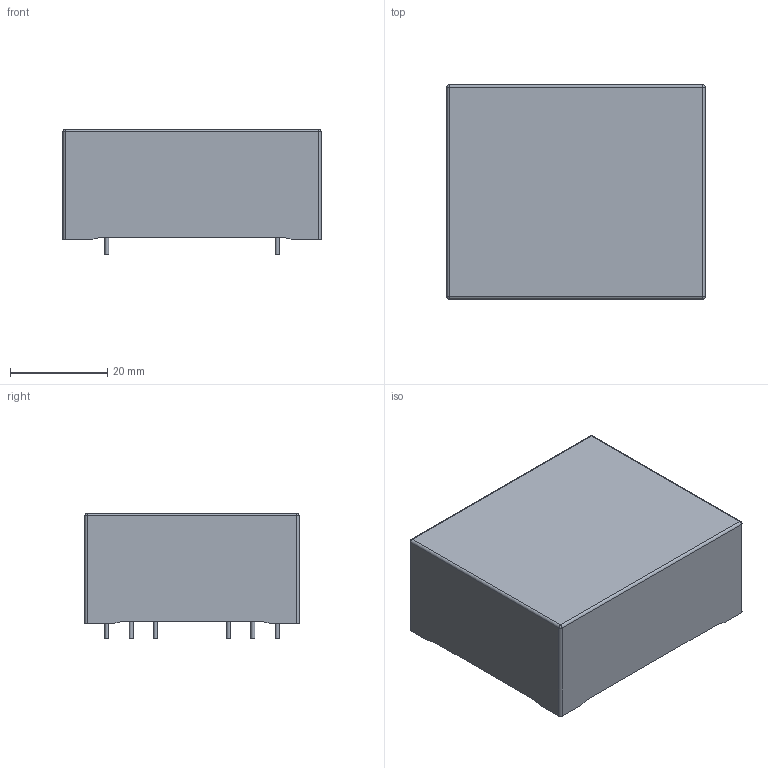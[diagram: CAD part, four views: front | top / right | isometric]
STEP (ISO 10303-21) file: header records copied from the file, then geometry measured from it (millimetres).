
FILE_DESCRIPTION(/* description */ (''),/* implementation_level */ '2;1');
FILE_NAME(/* name */ 'XFMR_BLOCK_FL6.stp',/* time_stamp */ '2015-06-04T15:13:30+02:00',/* author */ ('admchouv'),/* organization */ (''),/* preprocessor_version */ 'ST-DEVELOPER v15.5',/* originating_system */ 'AutoCAD Mechanical',/* authorisation */ '');
FILE_SCHEMA (('AUTOMOTIVE_DESIGN { 1 0 10303 214 3 1 1 }'));
Length unit declared in the file: millimetre
Products named in the file (1): Product
Bounding box: 53 x 44 x 25.7 mm (x, y, z)
Volume: 48248.3 mm3; surface area: 10145.4 mm2
Topology: 9 solids, 9 shells, 91 faces, 191 edges, 118 vertices
Faces by surface type: plane 71, cylinder 16, sphere 4
Full cylindrical faces by diameter (mm): 0.8 x8
Entity records: 2344 total; most frequent: DIRECTION 395, CARTESIAN_POINT 389, ORIENTED_EDGE 358, EDGE_CURVE 179, LINE 147, VECTOR 147, AXIS2_PLACEMENT_3D 124, VERTEX_POINT 118
